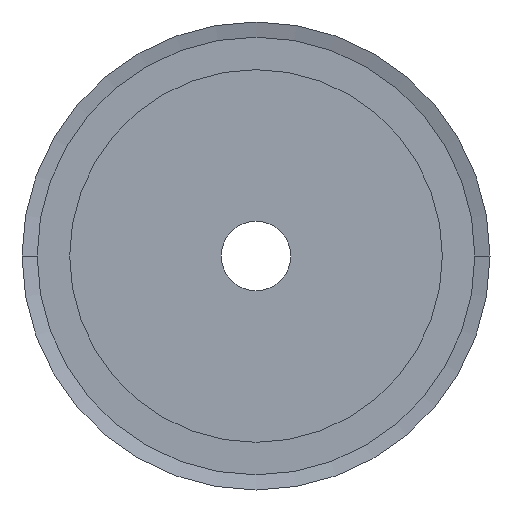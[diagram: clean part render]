
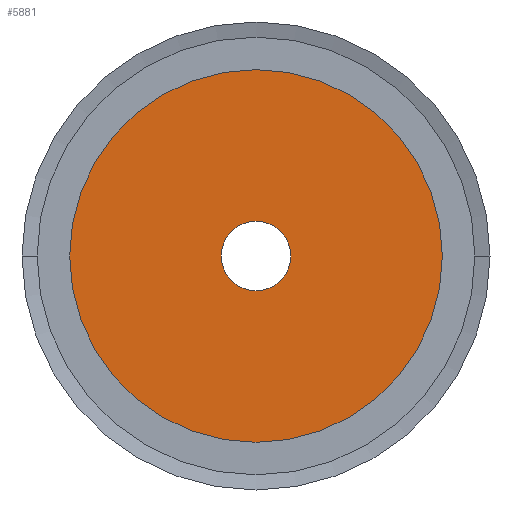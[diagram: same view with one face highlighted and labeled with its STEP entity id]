
A CAD part, left-side view. The second image highlights one B-rep face of the part: STEP entity #5881.
In plain terms, the highlighted planar face has unit normal (-1, 0, 0).
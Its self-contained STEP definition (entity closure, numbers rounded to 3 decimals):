
#5836=CARTESIAN_POINT('',(0.,0.,0.));
#5837=DIRECTION('',(1.,0.,0.));
#5838=DIRECTION('',(0.,0.,-1.));
#5839=AXIS2_PLACEMENT_3D('',#5836,#5837,#5838);
#5840=PLANE('',#5839);
#5841=CARTESIAN_POINT('',(0.,0.,21.5));
#5842=VERTEX_POINT('',#5841);
#5843=CARTESIAN_POINT('',(0.,-0.,-21.5));
#5844=VERTEX_POINT('',#5843);
#5845=CARTESIAN_POINT('',(0.,0.,0.));
#5846=DIRECTION('',(1.,0.,0.));
#5847=DIRECTION('',(0.,0.,-1.));
#5848=AXIS2_PLACEMENT_3D('',#5845,#5846,#5847);
#5849=CIRCLE('',#5848,21.5);
#5850=EDGE_CURVE('',#5842,#5844,#5849,.T.);
#5851=ORIENTED_EDGE('',*,*,#5850,.F.);
#5852=CARTESIAN_POINT('',(0.,0.,0.));
#5853=DIRECTION('',(1.,0.,0.));
#5854=DIRECTION('',(0.,0.,-1.));
#5855=AXIS2_PLACEMENT_3D('',#5852,#5853,#5854);
#5856=CIRCLE('',#5855,21.5);
#5857=EDGE_CURVE('',#5844,#5842,#5856,.T.);
#5858=ORIENTED_EDGE('',*,*,#5857,.F.);
#5859=EDGE_LOOP('',(#5851,#5858));
#5860=FACE_BOUND('',#5859,.T.);
#5861=CARTESIAN_POINT('',(0.,-0.,-4.));
#5862=VERTEX_POINT('',#5861);
#5863=CARTESIAN_POINT('',(0.,0.,4.));
#5864=VERTEX_POINT('',#5863);
#5865=CARTESIAN_POINT('',(0.,0.,0.));
#5866=DIRECTION('',(1.,0.,0.));
#5867=DIRECTION('',(0.,0.,-1.));
#5868=AXIS2_PLACEMENT_3D('',#5865,#5866,#5867);
#5869=CIRCLE('',#5868,4.);
#5870=EDGE_CURVE('',#5862,#5864,#5869,.T.);
#5871=ORIENTED_EDGE('',*,*,#5870,.T.);
#5872=CARTESIAN_POINT('',(0.,0.,0.));
#5873=DIRECTION('',(1.,0.,0.));
#5874=DIRECTION('',(0.,0.,-1.));
#5875=AXIS2_PLACEMENT_3D('',#5872,#5873,#5874);
#5876=CIRCLE('',#5875,4.);
#5877=EDGE_CURVE('',#5864,#5862,#5876,.T.);
#5878=ORIENTED_EDGE('',*,*,#5877,.T.);
#5879=EDGE_LOOP('',(#5871,#5878));
#5880=FACE_BOUND('',#5879,.T.);
#5881=ADVANCED_FACE('',(#5860,#5880),#5840,.F.);
